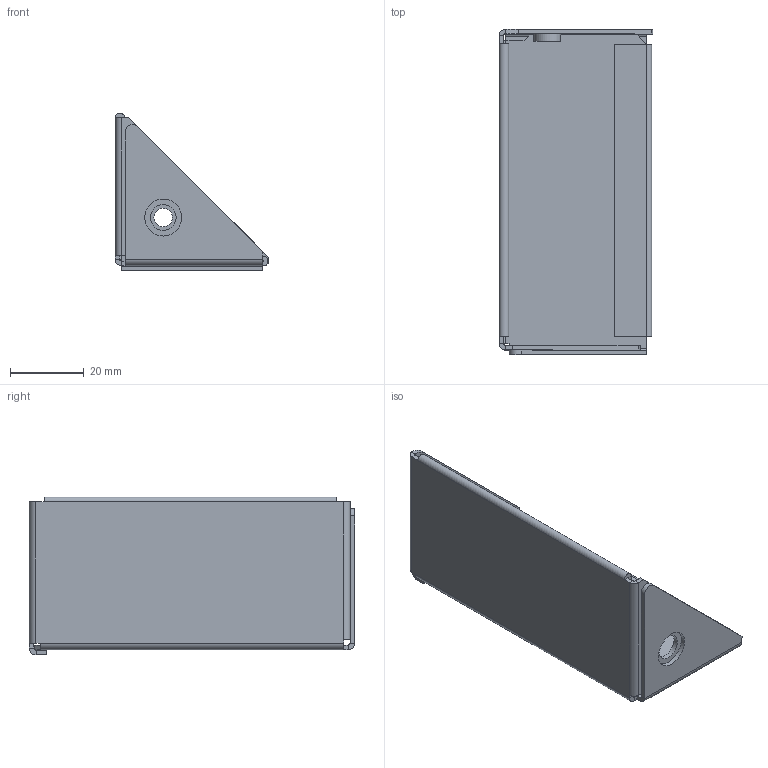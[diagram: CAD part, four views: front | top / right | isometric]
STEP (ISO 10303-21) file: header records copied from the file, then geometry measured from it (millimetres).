
FILE_DESCRIPTION (( 'STEP AP214' ), '1' );
FILE_NAME ('6049287.stp', '2024-06-17T12:20:47', ( '' ), ( '' ), 'SwSTEP 2.0', 'SolidWorks 2022', '' );
FILE_SCHEMA (( 'AUTOMOTIVE_DESIGN' ));
Length unit declared in the file: millimetre
Products named in the file (1): 6049287
Bounding box: 41.63 x 88.01 x 42.72 mm (x, y, z)
Volume: 13662.4 mm3; surface area: 22645.7 mm2
Topology: 1 solids, 1 shells, 85 faces, 192 edges, 110 vertices
Faces by surface type: plane 62, cylinder 22, bspline 1
Full cylindrical faces by diameter (mm): 5 x1, 7 x1, 7.2 x1, 10 x1
Entity records: 2894 total; most frequent: CARTESIAN_POINT 399, DIRECTION 398, ORIENTED_EDGE 374, EDGE_CURVE 187, VECTOR 138, LINE 138, AXIS2_PLACEMENT_3D 130, VERTEX_POINT 109
